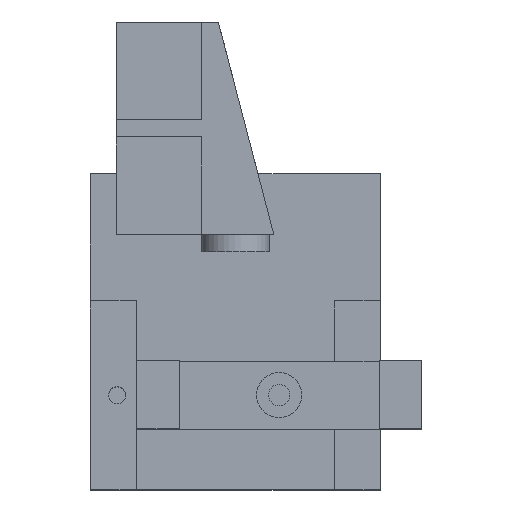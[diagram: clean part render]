
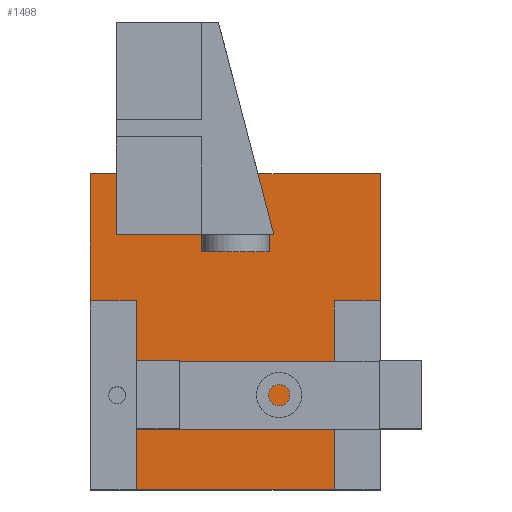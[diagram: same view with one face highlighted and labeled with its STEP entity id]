
A CAD part, top view. The second image highlights one B-rep face of the part: STEP entity #1498.
In plain terms, the highlighted planar face has unit normal (0, 0, 1).
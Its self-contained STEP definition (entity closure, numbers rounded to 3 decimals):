
#108=PLANE('',#1602);
#185=FACE_OUTER_BOUND('',#284,.T.);
#284=EDGE_LOOP('',(#1349,#1350,#1351,#1352,#1353,#1354,#1355,#1356,#1357,
#1358,#1359,#1360));
#443=LINE('',#2345,#623);
#447=LINE('',#2352,#627);
#448=LINE('',#2356,#628);
#449=LINE('',#2358,#629);
#450=LINE('',#2360,#630);
#451=LINE('',#2361,#631);
#452=LINE('',#2362,#632);
#453=LINE('',#2364,#633);
#454=LINE('',#2366,#634);
#455=LINE('',#2368,#635);
#456=LINE('',#2370,#636);
#457=LINE('',#2371,#637);
#623=VECTOR('',#1931,10.);
#627=VECTOR('',#1937,10.);
#628=VECTOR('',#1940,10.);
#629=VECTOR('',#1941,10.);
#630=VECTOR('',#1942,10.);
#631=VECTOR('',#1943,10.);
#632=VECTOR('',#1944,10.);
#633=VECTOR('',#1945,10.);
#634=VECTOR('',#1946,10.);
#635=VECTOR('',#1947,10.);
#636=VECTOR('',#1948,10.);
#637=VECTOR('',#1949,10.);
#793=VERTEX_POINT('',#2342);
#794=VERTEX_POINT('',#2344);
#795=VERTEX_POINT('',#2348);
#796=VERTEX_POINT('',#2350);
#797=VERTEX_POINT('',#2354);
#798=VERTEX_POINT('',#2355);
#799=VERTEX_POINT('',#2357);
#800=VERTEX_POINT('',#2359);
#801=VERTEX_POINT('',#2363);
#802=VERTEX_POINT('',#2365);
#803=VERTEX_POINT('',#2367);
#804=VERTEX_POINT('',#2369);
#982=EDGE_CURVE('',#793,#794,#443,.T.);
#986=EDGE_CURVE('',#795,#796,#447,.T.);
#987=EDGE_CURVE('',#797,#798,#448,.T.);
#988=EDGE_CURVE('',#798,#799,#449,.T.);
#989=EDGE_CURVE('',#799,#800,#450,.T.);
#990=EDGE_CURVE('',#800,#795,#451,.T.);
#991=EDGE_CURVE('',#794,#796,#452,.T.);
#992=EDGE_CURVE('',#793,#801,#453,.T.);
#993=EDGE_CURVE('',#801,#802,#454,.T.);
#994=EDGE_CURVE('',#803,#802,#455,.T.);
#995=EDGE_CURVE('',#804,#803,#456,.T.);
#996=EDGE_CURVE('',#797,#804,#457,.T.);
#1349=ORIENTED_EDGE('',*,*,#987,.T.);
#1350=ORIENTED_EDGE('',*,*,#988,.T.);
#1351=ORIENTED_EDGE('',*,*,#989,.T.);
#1352=ORIENTED_EDGE('',*,*,#990,.T.);
#1353=ORIENTED_EDGE('',*,*,#986,.T.);
#1354=ORIENTED_EDGE('',*,*,#991,.F.);
#1355=ORIENTED_EDGE('',*,*,#982,.F.);
#1356=ORIENTED_EDGE('',*,*,#992,.T.);
#1357=ORIENTED_EDGE('',*,*,#993,.T.);
#1358=ORIENTED_EDGE('',*,*,#994,.F.);
#1359=ORIENTED_EDGE('',*,*,#995,.F.);
#1360=ORIENTED_EDGE('',*,*,#996,.F.);
#1498=ADVANCED_FACE('',(#185),#108,.F.);
#1602=AXIS2_PLACEMENT_3D('',#2353,#1938,#1939);
#1931=DIRECTION('',(1.,0.,0.));
#1937=DIRECTION('',(1.,0.,0.));
#1938=DIRECTION('center_axis',(0.,0.,
-1.));
#1939=DIRECTION('ref_axis',(-1.,0.,0.));
#1940=DIRECTION('',(1.,0.,0.));
#1941=DIRECTION('',(0.,-1.,0.));
#1942=DIRECTION('',(1.,0.,0.));
#1943=DIRECTION('',(0.,1.,0.));
#1944=DIRECTION('',(0.,-1.,0.));
#1945=DIRECTION('',(0.,1.,0.));
#1946=DIRECTION('',(1.,0.,0.));
#1947=DIRECTION('',(0.,-1.,0.));
#1948=DIRECTION('',(1.,0.,0.));
#1949=DIRECTION('',(0.,1.,0.));
#2342=CARTESIAN_POINT('',(6.5,5.65,-35.15));
#2344=CARTESIAN_POINT('',(11.9,5.65,-35.15));
#2345=CARTESIAN_POINT('',(6.5,5.65,-35.15));
#2348=CARTESIAN_POINT('',(6.5,-4.35,-35.15));
#2350=CARTESIAN_POINT('',(11.9,-4.35,-35.15));
#2352=CARTESIAN_POINT('',(6.5,-4.35,-35.15));
#2353=CARTESIAN_POINT('Origin',(-5.15,8.15,-35.15));
#2354=CARTESIAN_POINT('',(-22.2,11.75,-35.15));
#2355=CARTESIAN_POINT('',(-16.8,11.75,-35.15));
#2356=CARTESIAN_POINT('',(-22.2,11.75,-35.15));
#2357=CARTESIAN_POINT('',(-16.8,-10.45,-35.15));
#2358=CARTESIAN_POINT('',(-16.8,11.75,-35.15));
#2359=CARTESIAN_POINT('',(6.5,-10.45,-35.15));
#2360=CARTESIAN_POINT('',(-22.2,-10.45,-35.15));
#2361=CARTESIAN_POINT('',(6.5,11.75,-35.15));
#2362=CARTESIAN_POINT('',(11.9,3.7,-35.15));
#2363=CARTESIAN_POINT('',(6.5,11.75,-35.15));
#2364=CARTESIAN_POINT('',(6.5,11.75,-35.15));
#2365=CARTESIAN_POINT('',(11.9,11.75,-35.15));
#2366=CARTESIAN_POINT('',(11.9,11.75,-35.15));
#2367=CARTESIAN_POINT('',(11.9,26.75,-35.15));
#2368=CARTESIAN_POINT('',(11.9,26.75,-35.15));
#2369=CARTESIAN_POINT('',(-22.2,26.75,-35.15));
#2370=CARTESIAN_POINT('',(-22.2,26.75,-35.15));
#2371=CARTESIAN_POINT('',(-22.2,11.75,-35.15));
